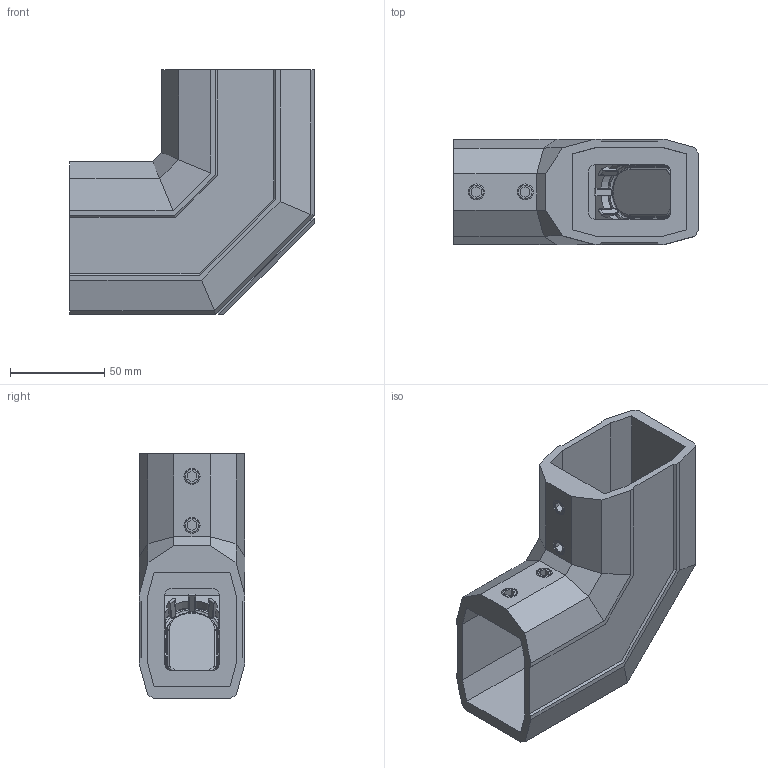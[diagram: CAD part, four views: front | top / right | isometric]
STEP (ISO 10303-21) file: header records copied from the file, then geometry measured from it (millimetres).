
FILE_DESCRIPTION((''),'2;1');
FILE_NAME('WINKEL_CS-2000-SL_ASM','2010-07-27T',('M.Fehring'),(''),'PRO/ENGINEER BY PARAMETRIC TECHNOLOGY CORPORATION, 2005070','PRO/ENGINEER BY PARAMETRIC TECHNOLOGY CORPORATION, 2005070','');
FILE_SCHEMA(('AUTOMOTIVE_DESIGN_CC2 { 1 2 10303 214 -1 1 5 2 }'));
Length unit declared in the file: millimetre
Products named in the file (4): WINKEL; ABDECKUNG_1; 9263021000; WINKEL_CS-2000-SL_ASM
Assembly tree (6 placements, depth 2):
  WINKEL_CS-2000-SL_ASM
    WINKEL
    ABDECKUNG_1
    9263021000  x4
Bounding box: 130 x 56 x 130 mm (x, y, z)
Volume: 218075 mm3; surface area: 93071.4 mm2
Topology: 6 solids, 6 shells, 392 faces, 1007 edges, 638 vertices
Faces by surface type: plane 302, cylinder 62, cone 24, torus 4
Entity records: 13453 total; most frequent: CARTESIAN_POINT 2034, ORIENTED_EDGE 1822, DIRECTION 1757, EDGE_CURVE 911, PRESENTATION_STYLE_ASSIGNMENT 881, STYLED_ITEM 881, CURVE_STYLE 879, VECTOR 707
